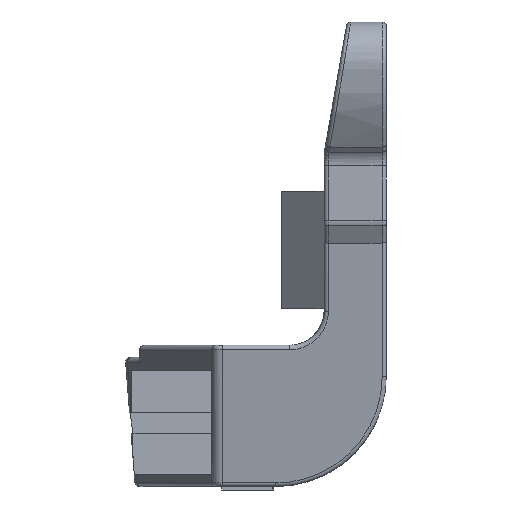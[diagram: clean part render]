
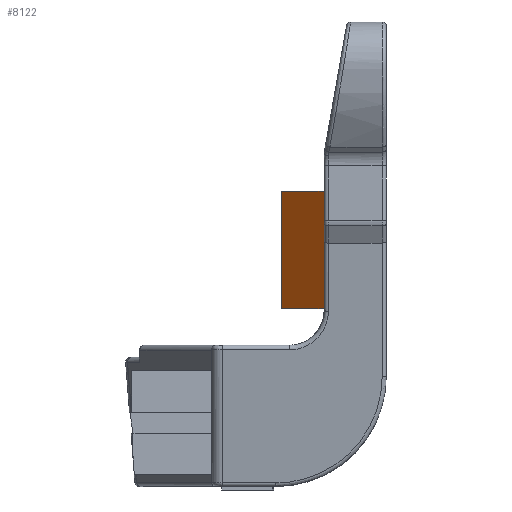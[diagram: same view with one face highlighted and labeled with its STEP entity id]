
A CAD part, left-side view. The second image highlights one B-rep face of the part: STEP entity #8122.
In plain terms, the highlighted planar face has unit normal (-0.707, 0.707, 0).
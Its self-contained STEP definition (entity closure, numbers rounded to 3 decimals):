
#395 = PLANE('',#396);
#396 = AXIS2_PLACEMENT_3D('',#397,#398,#399);
#397 = CARTESIAN_POINT('',(-0.002,-38.851,
    -1.5));
#398 = DIRECTION('',(0.,1.,0.));
#399 = DIRECTION('',(0.,0.,-1.));
#2782 = VERTEX_POINT('',#2783);
#2783 = CARTESIAN_POINT('',(-8.115,-38.851,-13.5));
#2799 = PLANE('',#2800);
#2800 = AXIS2_PLACEMENT_3D('',#2801,#2802,#2803);
#2801 = CARTESIAN_POINT('',(0.,-35.747,-13.5));
#2802 = DIRECTION('',(0.,0.,-1.));
#2803 = DIRECTION('',(-1.,0.,0.));
#2855 = PLANE('',#2856);
#2856 = AXIS2_PLACEMENT_3D('',#2857,#2858,#2859);
#2857 = CARTESIAN_POINT('',(0.,-35.747,
    3.5));
#2858 = DIRECTION('',(0.,0.,1.));
#2859 = DIRECTION('',(1.,0.,0.));
#2980 = VERTEX_POINT('',#2981);
#2981 = CARTESIAN_POINT('',(-8.115,-38.851,
    3.5));
#3002 = EDGE_CURVE('',#2980,#2782,#3003,.T.);
#3003 = SURFACE_CURVE('',#3004,(#3008,#3015),.PCURVE_S1.);
#3004 = LINE('',#3005,#3006);
#3005 = CARTESIAN_POINT('',(-8.115,-38.851,
    1.));
#3006 = VECTOR('',#3007,1.);
#3007 = DIRECTION('',(0.,0.,-1.));
#3008 = PCURVE('',#395,#3009);
#3009 = DEFINITIONAL_REPRESENTATION('',(#3010),#3014);
#3010 = LINE('',#3011,#3012);
#3011 = CARTESIAN_POINT('',(-2.5,8.113));
#3012 = VECTOR('',#3013,1.);
#3013 = DIRECTION('',(1.,0.));
#3014 = ( GEOMETRIC_REPRESENTATION_CONTEXT(2) 
PARAMETRIC_REPRESENTATION_CONTEXT() REPRESENTATION_CONTEXT('2D SPACE',''
  ) );
#3015 = PCURVE('',#3016,#3021);
#3016 = PLANE('',#3017);
#3017 = AXIS2_PLACEMENT_3D('',#3018,#3019,#3020);
#3018 = CARTESIAN_POINT('',(-8.115,-38.851,
    3.5));
#3019 = DIRECTION('',(-0.707,0.707,0.));
#3020 = DIRECTION('',(0.707,0.707,0.));
#3021 = DEFINITIONAL_REPRESENTATION('',(#3022),#3026);
#3022 = LINE('',#3023,#3024);
#3023 = CARTESIAN_POINT('',(0.,2.5));
#3024 = VECTOR('',#3025,1.);
#3025 = DIRECTION('',(0.,1.));
#3026 = ( GEOMETRIC_REPRESENTATION_CONTEXT(2) 
PARAMETRIC_REPRESENTATION_CONTEXT() REPRESENTATION_CONTEXT('2D SPACE',''
  ) );
#5782 = PLANE('',#5783);
#5783 = AXIS2_PLACEMENT_3D('',#5784,#5785,#5786);
#5784 = CARTESIAN_POINT('',(-1.906,-32.643,
    3.5));
#5785 = DIRECTION('',(0.,1.,0.));
#5786 = DIRECTION('',(1.,0.,0.));
#6515 = VERTEX_POINT('',#6516);
#6516 = CARTESIAN_POINT('',(-1.906,-32.643,
    3.5));
#6561 = VERTEX_POINT('',#6562);
#6562 = CARTESIAN_POINT('',(-1.906,-32.643,-13.5));
#6583 = EDGE_CURVE('',#6515,#6561,#6584,.T.);
#6584 = SURFACE_CURVE('',#6585,(#6589,#6596),.PCURVE_S1.);
#6585 = LINE('',#6586,#6587);
#6586 = CARTESIAN_POINT('',(-1.906,-32.643,
    3.5));
#6587 = VECTOR('',#6588,1.);
#6588 = DIRECTION('',(0.,0.,-1.));
#6589 = PCURVE('',#5782,#6590);
#6590 = DEFINITIONAL_REPRESENTATION('',(#6591),#6595);
#6591 = LINE('',#6592,#6593);
#6592 = CARTESIAN_POINT('',(0.,0.));
#6593 = VECTOR('',#6594,1.);
#6594 = DIRECTION('',(0.,1.));
#6595 = ( GEOMETRIC_REPRESENTATION_CONTEXT(2) 
PARAMETRIC_REPRESENTATION_CONTEXT() REPRESENTATION_CONTEXT('2D SPACE',''
  ) );
#6596 = PCURVE('',#3016,#6597);
#6597 = DEFINITIONAL_REPRESENTATION('',(#6598),#6602);
#6598 = LINE('',#6599,#6600);
#6599 = CARTESIAN_POINT('',(8.78,0.));
#6600 = VECTOR('',#6601,1.);
#6601 = DIRECTION('',(0.,1.));
#6602 = ( GEOMETRIC_REPRESENTATION_CONTEXT(2) 
PARAMETRIC_REPRESENTATION_CONTEXT() REPRESENTATION_CONTEXT('2D SPACE',''
  ) );
#8100 = EDGE_CURVE('',#2782,#6561,#8101,.T.);
#8101 = SURFACE_CURVE('',#8102,(#8106,#8113),.PCURVE_S1.);
#8102 = LINE('',#8103,#8104);
#8103 = CARTESIAN_POINT('',(-8.115,-38.851,-13.5));
#8104 = VECTOR('',#8105,1.);
#8105 = DIRECTION('',(0.707,0.707,0.));
#8106 = PCURVE('',#2799,#8107);
#8107 = DEFINITIONAL_REPRESENTATION('',(#8108),#8112);
#8108 = LINE('',#8109,#8110);
#8109 = CARTESIAN_POINT('',(8.115,-3.104));
#8110 = VECTOR('',#8111,1.);
#8111 = DIRECTION('',(-0.707,0.707));
#8112 = ( GEOMETRIC_REPRESENTATION_CONTEXT(2) 
PARAMETRIC_REPRESENTATION_CONTEXT() REPRESENTATION_CONTEXT('2D SPACE',''
  ) );
#8113 = PCURVE('',#3016,#8114);
#8114 = DEFINITIONAL_REPRESENTATION('',(#8115),#8119);
#8115 = LINE('',#8116,#8117);
#8116 = CARTESIAN_POINT('',(0.,17.));
#8117 = VECTOR('',#8118,1.);
#8118 = DIRECTION('',(1.,0.));
#8119 = ( GEOMETRIC_REPRESENTATION_CONTEXT(2) 
PARAMETRIC_REPRESENTATION_CONTEXT() REPRESENTATION_CONTEXT('2D SPACE',''
  ) );
#8122 = ADVANCED_FACE('',(#8123),#3016,.T.);
#8123 = FACE_BOUND('',#8124,.T.);
#8124 = EDGE_LOOP('',(#8125,#8146,#8147,#8148));
#8125 = ORIENTED_EDGE('',*,*,#8126,.T.);
#8126 = EDGE_CURVE('',#2980,#6515,#8127,.T.);
#8127 = SURFACE_CURVE('',#8128,(#8132,#8139),.PCURVE_S1.);
#8128 = LINE('',#8129,#8130);
#8129 = CARTESIAN_POINT('',(-8.115,-38.851,
    3.5));
#8130 = VECTOR('',#8131,1.);
#8131 = DIRECTION('',(0.707,0.707,0.));
#8132 = PCURVE('',#3016,#8133);
#8133 = DEFINITIONAL_REPRESENTATION('',(#8134),#8138);
#8134 = LINE('',#8135,#8136);
#8135 = CARTESIAN_POINT('',(0.,0.));
#8136 = VECTOR('',#8137,1.);
#8137 = DIRECTION('',(1.,0.));
#8138 = ( GEOMETRIC_REPRESENTATION_CONTEXT(2) 
PARAMETRIC_REPRESENTATION_CONTEXT() REPRESENTATION_CONTEXT('2D SPACE',''
  ) );
#8139 = PCURVE('',#2855,#8140);
#8140 = DEFINITIONAL_REPRESENTATION('',(#8141),#8145);
#8141 = LINE('',#8142,#8143);
#8142 = CARTESIAN_POINT('',(-8.115,-3.104));
#8143 = VECTOR('',#8144,1.);
#8144 = DIRECTION('',(0.707,0.707));
#8145 = ( GEOMETRIC_REPRESENTATION_CONTEXT(2) 
PARAMETRIC_REPRESENTATION_CONTEXT() REPRESENTATION_CONTEXT('2D SPACE',''
  ) );
#8146 = ORIENTED_EDGE('',*,*,#6583,.T.);
#8147 = ORIENTED_EDGE('',*,*,#8100,.F.);
#8148 = ORIENTED_EDGE('',*,*,#3002,.F.);
